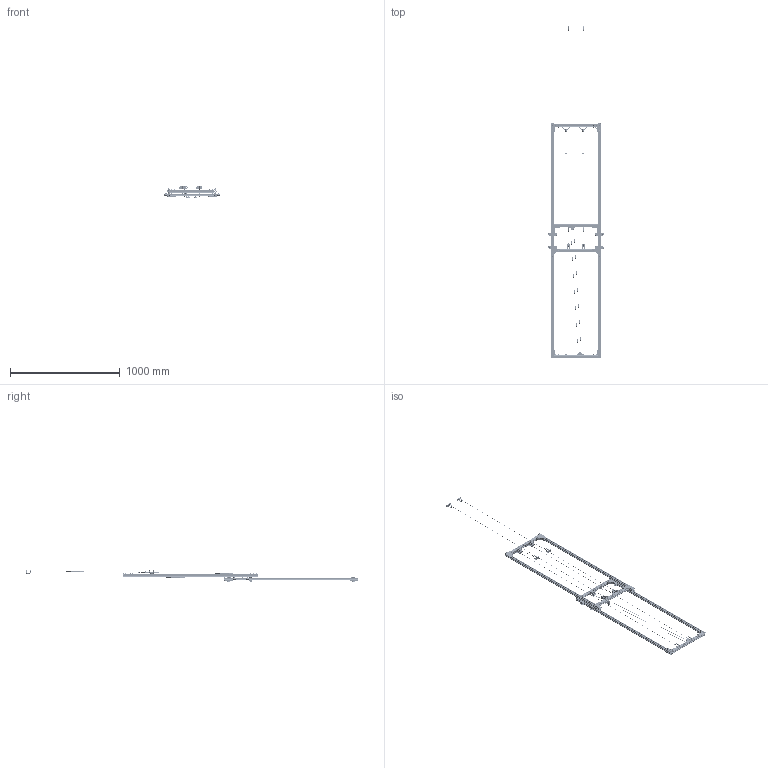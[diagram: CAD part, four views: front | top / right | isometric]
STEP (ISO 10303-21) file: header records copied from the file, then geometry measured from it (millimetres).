
FILE_DESCRIPTION (( 'STEP AP203' ), '1' );
FILE_NAME ('2 post lift.STEP', '2019-01-07T17:33:45', ( '' ), ( '' ), 'SwSTEP 2.0', 'SolidWorks 2018', '' );
FILE_SCHEMA (( 'CONFIG_CONTROL_DESIGN' ));
Length unit declared in the file: inch
Products named in the file (28): REV-21-1032; Belt5-4^2 post lift; REV-21-1000; 10-32 0.5 inch Long countersunk flat head with Nut Assembly; 2 post lift; REV-21-1030; 1in extrution inside corrner bracket_Chain holes; 10-32 0.375 inch Long with Nut Assembly; Belt3-3^2 post lift; REV-29-1014; 93985A309_TYPE 416 SS TIGHT-TOLERANCE SHOULDER SCREW_93985A309; 1in extrution inside corrner bracket; 10-32 0.375 inch Long; REV-21-1029; Belt1-1^2 post lift; REV-21-1202-2; #10-32 0.5 Inch Flat-head Socket Cap Screw; 10-32 0.5 inch Long with Nut Assembly; REV-21-1031; socket button head cap screw_ai_SBHCSCREW 0.25-20x1.125-HX-N; 3076T350_TIE-DOWN RING; Belt2-2^2 post lift; Bearing Delrin Spacer; REV-21-1002; Belt4-1^2 post lift; REV-21-1000 Cross member; 10-32 0.5 inch Long; 10-32 Slim Nylock Nut
Assembly tree (188 placements, depth 3):
  2 post lift
    REV-21-1000 Cross member  x4
    REV-21-1002  x10
    REV-21-1032  x4
    REV-29-1014  x14
    REV-21-1030  x4
    REV-21-1000  x4
    REV-21-1029  x4
    REV-21-1202-2  x4
    1in extrution inside corrner bracket  x14
    REV-21-1031  x2
    1in extrution inside corrner bracket_Chain holes
    10-32 0.375 inch Long with Nut Assembly  x50
      10-32 0.375 inch Long
      10-32 Slim Nylock Nut
    10-32 0.5 inch Long with Nut Assembly  x30
      10-32 0.5 inch Long
      10-32 Slim Nylock Nut
    socket button head cap screw_ai_SBHCSCREW 0.25-20x1.125-HX-N  x8
    10-32 0.5 inch Long countersunk flat head with Nut Assembly  x8
      #10-32 0.5 Inch Flat-head Socket Cap Screw
      10-32 Slim Nylock Nut
    #10-32 0.5 Inch Flat-head Socket Cap Screw  x2
    93985A309_TYPE 416 SS TIGHT-TOLERANCE SHOULDER SCREW_93985A309  x2
    Belt1-1^2 post lift
    Belt4-1^2 post lift
    Belt2-2^2 post lift
    Belt3-3^2 post lift
    Belt5-4^2 post lift
    3076T350_TIE-DOWN RING  x8
    Bearing Delrin Spacer  x4
Bounding box: 510.41 x 3025.31 x 118.26 mm (x, y, z)
Volume: 2250907.7 mm3; surface area: 2038241.9 mm2
Topology: 278 solids, 278 shells, 8453 faces, 20870 edges, 13105 vertices
Faces by surface type: plane 3696, cylinder 2527, cone 1634, torus 478, bspline 102, sphere 16
Entity records: 44960 total; most frequent: CARTESIAN_POINT 9252, DIRECTION 6258, ORIENTED_EDGE 5836, EDGE_CURVE 2918, AXIS2_PLACEMENT_3D 2339, VERTEX_POINT 1870, VECTOR 1580, LINE 1580
